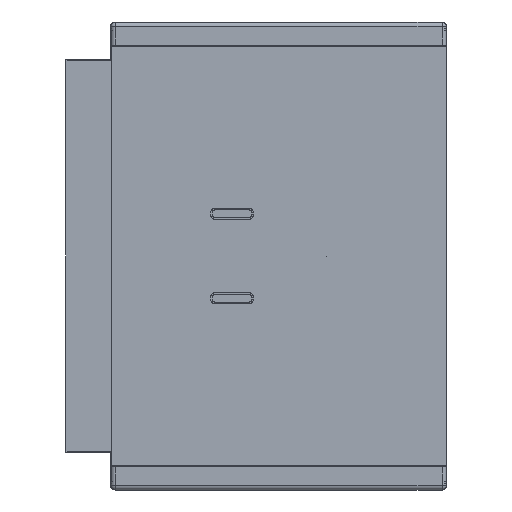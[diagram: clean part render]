
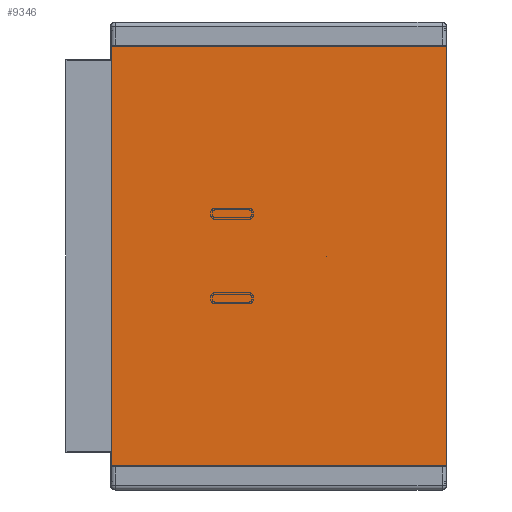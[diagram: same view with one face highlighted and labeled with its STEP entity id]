
A CAD part, left-side view. The second image highlights one B-rep face of the part: STEP entity #9346.
In plain terms, the highlighted face is planar.
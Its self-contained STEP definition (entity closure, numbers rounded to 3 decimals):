
#2341=CARTESIAN_POINT('',(22.,204.616,144.01));
#2756=DIRECTION('',(0.,0.,-1.));
#2757=VECTOR('',#2756,288.02);
#2758=CARTESIAN_POINT('',(22.,204.616,144.01));
#2759=LINE('',#2758,#2757);
#2763=DIRECTION('',(0.,1.,0.));
#2764=VECTOR('',#2763,230.);
#2765=CARTESIAN_POINT('',(22.,204.616,-144.01));
#2766=LINE('',#2765,#2764);
#2777=DIRECTION('',(0.,1.,0.));
#2778=VECTOR('',#2777,230.);
#2779=CARTESIAN_POINT('',(22.,204.616,144.01));
#2780=LINE('',#2779,#2778);
#2827=DIRECTION('',(0.,0.,-1.));
#2828=VECTOR('',#2827,288.02);
#2829=CARTESIAN_POINT('',(22.,434.616,144.01));
#2830=LINE('',#2829,#2828);
#8001=CARTESIAN_POINT('',(22.,434.616,144.01));
#8002=CARTESIAN_POINT('',(22.,434.616,-144.01));
#8003=VERTEX_POINT('',#8001);
#8004=VERTEX_POINT('',#8002);
#8137=CARTESIAN_POINT('',(22.,204.616,-144.01));
#8139=VERTEX_POINT('',#8137);
#8307=VERTEX_POINT('',#2341);
#9333=CARTESIAN_POINT('',(22.,-92.515,154.));
#9334=DIRECTION('',(-1.,0.,0.));
#9335=DIRECTION('',(0.,0.,1.));
#9336=AXIS2_PLACEMENT_3D('',#9333,#9334,#9335);
#9337=PLANE('',#9336);
#9338=ORIENTED_EDGE('',*,*,#8890,.F.);
#9340=ORIENTED_EDGE('',*,*,#9339,.T.);
#9342=ORIENTED_EDGE('',*,*,#9341,.T.);
#9343=ORIENTED_EDGE('',*,*,#9318,.F.);
#9344=EDGE_LOOP('',(#9338,#9340,#9342,#9343));
#9345=FACE_OUTER_BOUND('',#9344,.F.);
#8890=EDGE_CURVE('',#8307,#8139,#2759,.T.);
#9318=EDGE_CURVE('',#8139,#8004,#2766,.T.);
#9339=EDGE_CURVE('',#8307,#8003,#2780,.T.);
#9341=EDGE_CURVE('',#8003,#8004,#2830,.T.);
#9346=ADVANCED_FACE('',(#9345),#9337,.F.);
